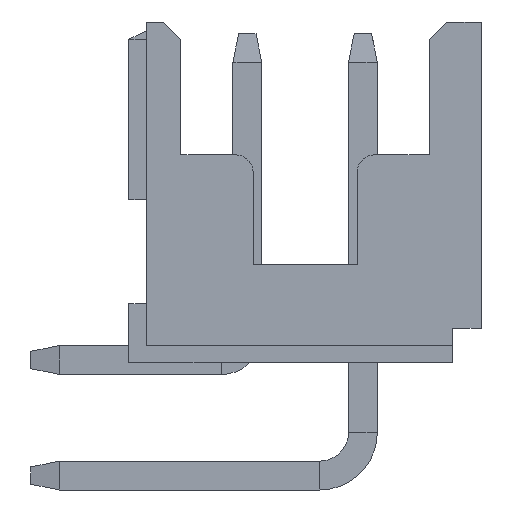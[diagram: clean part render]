
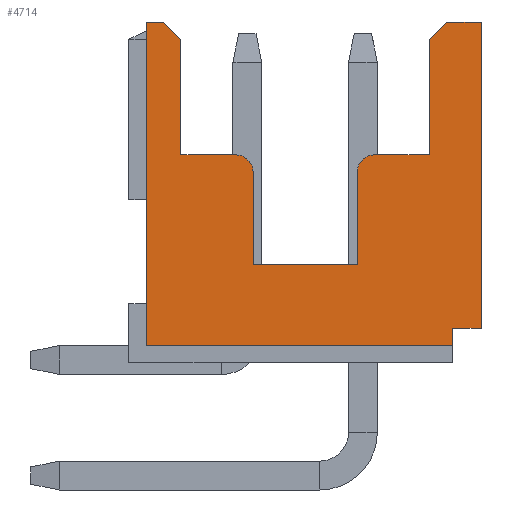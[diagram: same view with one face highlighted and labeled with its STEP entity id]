
A CAD part, left-side view. The second image highlights one B-rep face of the part: STEP entity #4714.
In plain terms, the highlighted planar face has unit normal (-1, 0, 0).
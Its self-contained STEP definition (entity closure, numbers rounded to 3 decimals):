
#3843=CARTESIAN_POINT('',(-11.,2.75,-1.4));
#3844=VERTEX_POINT('',#3843);
#3851=CARTESIAN_POINT('',(-11.,2.75,4.2));
#3852=VERTEX_POINT('',#3851);
#3853=CARTESIAN_POINT('',(-11.,2.75,-1.4));
#3854=DIRECTION('',(0.,0.,1.));
#3855=VECTOR('',#3854,5.6);
#3856=LINE('',#3853,#3855);
#3857=EDGE_CURVE('',#3844,#3852,#3856,.T.);
#4448=CARTESIAN_POINT('',(-11.,2.15,3.9));
#4449=VERTEX_POINT('',#4448);
#4450=CARTESIAN_POINT('',(-11.,2.15,1.9));
#4451=VERTEX_POINT('',#4450);
#4452=CARTESIAN_POINT('',(-11.,2.15,3.9));
#4453=DIRECTION('',(0.,0.,-1.));
#4454=VECTOR('',#4453,2.);
#4455=LINE('',#4452,#4454);
#4456=EDGE_CURVE('',#4449,#4451,#4455,.T.);
#4562=CARTESIAN_POINT('',(-11.,0.9,0.));
#4563=VERTEX_POINT('',#4562);
#4571=CARTESIAN_POINT('',(-11.,0.9,1.6));
#4572=VERTEX_POINT('',#4571);
#4579=CARTESIAN_POINT('',(-11.,0.9,1.6));
#4580=DIRECTION('',(0.,0.,-1.));
#4581=VECTOR('',#4580,1.6);
#4582=LINE('',#4579,#4581);
#4583=EDGE_CURVE('',#4572,#4563,#4582,.T.);
#4588=CARTESIAN_POINT('',(-11.,-0.15,1.4));
#4589=DIRECTION('',(0.,-1.,0.));
#4590=DIRECTION('',(-1.,0.,0.));
#4591=AXIS2_PLACEMENT_3D('',#4588,#4590,#4589);
#4592=PLANE('',#4591);
#4593=CARTESIAN_POINT('',(-11.,-2.15,1.9));
#4594=VERTEX_POINT('',#4593);
#4595=CARTESIAN_POINT('',(-11.,-1.2,1.9));
#4596=VERTEX_POINT('',#4595);
#4597=CARTESIAN_POINT('',(-11.,-2.15,1.9));
#4598=DIRECTION('',(0.,1.,0.));
#4599=VECTOR('',#4598,0.95);
#4600=LINE('',#4597,#4599);
#4601=EDGE_CURVE('',#4594,#4596,#4600,.T.);
#4602=ORIENTED_EDGE('',*,*,#4601,.T.);
#4603=CARTESIAN_POINT('',(-11.,-0.9,1.6));
#4604=VERTEX_POINT('',#4603);
#4605=CARTESIAN_POINT('',(-11.,-1.2,1.6));
#4606=DIRECTION('',(0.,0.,1.));
#4607=DIRECTION('',(-1.,0.,-0.));
#4608=AXIS2_PLACEMENT_3D('',#4605,#4607,#4606);
#4609=CIRCLE('',#4608,0.3);
#4610=EDGE_CURVE('',#4596,#4604,#4609,.T.);
#4611=ORIENTED_EDGE('',*,*,#4610,.T.);
#4612=CARTESIAN_POINT('',(-11.,-0.9,0.));
#4613=VERTEX_POINT('',#4612);
#4614=CARTESIAN_POINT('',(-11.,-0.9,1.6));
#4615=DIRECTION('',(0.,0.,-1.));
#4616=VECTOR('',#4615,1.6);
#4617=LINE('',#4614,#4616);
#4618=EDGE_CURVE('',#4604,#4613,#4617,.T.);
#4619=ORIENTED_EDGE('',*,*,#4618,.T.);
#4620=CARTESIAN_POINT('',(-11.,0.9,0.));
#4621=DIRECTION('',(0.,-1.,0.));
#4622=VECTOR('',#4621,1.8);
#4623=LINE('',#4620,#4622);
#4624=EDGE_CURVE('',#4563,#4613,#4623,.T.);
#4625=ORIENTED_EDGE('',*,*,#4624,.F.);
#4626=ORIENTED_EDGE('',*,*,#4583,.F.);
#4627=CARTESIAN_POINT('',(-11.,1.2,1.9));
#4628=VERTEX_POINT('',#4627);
#4629=CARTESIAN_POINT('',(-11.,1.2,1.6));
#4630=DIRECTION('',(0.,-1.,0.));
#4631=DIRECTION('',(-1.,0.,0.));
#4632=AXIS2_PLACEMENT_3D('',#4629,#4631,#4630);
#4633=CIRCLE('',#4632,0.3);
#4634=EDGE_CURVE('',#4572,#4628,#4633,.T.);
#4635=ORIENTED_EDGE('',*,*,#4634,.T.);
#4636=CARTESIAN_POINT('',(-11.,1.2,1.9));
#4637=DIRECTION('',(0.,1.,0.));
#4638=VECTOR('',#4637,0.95);
#4639=LINE('',#4636,#4638);
#4640=EDGE_CURVE('',#4628,#4451,#4639,.T.);
#4641=ORIENTED_EDGE('',*,*,#4640,.T.);
#4642=ORIENTED_EDGE('',*,*,#4456,.F.);
#4643=CARTESIAN_POINT('',(-11.,2.45,4.2));
#4644=VERTEX_POINT('',#4643);
#4645=CARTESIAN_POINT('',(-11.,2.15,3.9));
#4646=DIRECTION('',(0.,0.707,0.707));
#4647=VECTOR('',#4646,0.424);
#4648=LINE('',#4645,#4647);
#4649=EDGE_CURVE('',#4449,#4644,#4648,.T.);
#4650=ORIENTED_EDGE('',*,*,#4649,.T.);
#4651=CARTESIAN_POINT('',(-11.,2.45,4.2));
#4652=DIRECTION('',(0.,1.,0.));
#4653=VECTOR('',#4652,0.3);
#4654=LINE('',#4651,#4653);
#4655=EDGE_CURVE('',#4644,#3852,#4654,.T.);
#4656=ORIENTED_EDGE('',*,*,#4655,.T.);
#4657=ORIENTED_EDGE('',*,*,#3857,.F.);
#4658=CARTESIAN_POINT('',(-11.,-2.55,-1.4));
#4659=VERTEX_POINT('',#4658);
#4660=CARTESIAN_POINT('',(-11.,2.75,-1.4));
#4661=DIRECTION('',(0.,-1.,0.));
#4662=VECTOR('',#4661,5.3);
#4663=LINE('',#4660,#4662);
#4664=EDGE_CURVE('',#3844,#4659,#4663,.T.);
#4665=ORIENTED_EDGE('',*,*,#4664,.T.);
#4666=CARTESIAN_POINT('',(-11.,-2.55,-1.1));
#4667=VERTEX_POINT('',#4666);
#4668=CARTESIAN_POINT('',(-11.,-2.55,-1.4));
#4669=DIRECTION('',(0.,0.,1.));
#4670=VECTOR('',#4669,0.3);
#4671=LINE('',#4668,#4670);
#4672=EDGE_CURVE('',#4659,#4667,#4671,.T.);
#4673=ORIENTED_EDGE('',*,*,#4672,.T.);
#4674=CARTESIAN_POINT('',(-11.,-3.05,-1.1));
#4675=VERTEX_POINT('',#4674);
#4676=CARTESIAN_POINT('',(-11.,-2.55,-1.1));
#4677=DIRECTION('',(0.,-1.,0.));
#4678=VECTOR('',#4677,0.5);
#4679=LINE('',#4676,#4678);
#4680=EDGE_CURVE('',#4667,#4675,#4679,.T.);
#4681=ORIENTED_EDGE('',*,*,#4680,.T.);
#4682=CARTESIAN_POINT('',(-11.,-3.05,4.2));
#4683=VERTEX_POINT('',#4682);
#4684=CARTESIAN_POINT('',(-11.,-3.05,-1.1));
#4685=DIRECTION('',(0.,0.,1.));
#4686=VECTOR('',#4685,5.3);
#4687=LINE('',#4684,#4686);
#4688=EDGE_CURVE('',#4675,#4683,#4687,.T.);
#4689=ORIENTED_EDGE('',*,*,#4688,.T.);
#4690=CARTESIAN_POINT('',(-11.,-2.45,4.2));
#4691=VERTEX_POINT('',#4690);
#4692=CARTESIAN_POINT('',(-11.,-3.05,4.2));
#4693=DIRECTION('',(0.,1.,0.));
#4694=VECTOR('',#4693,0.6);
#4695=LINE('',#4692,#4694);
#4696=EDGE_CURVE('',#4683,#4691,#4695,.T.);
#4697=ORIENTED_EDGE('',*,*,#4696,.T.);
#4698=CARTESIAN_POINT('',(-11.,-2.15,3.9));
#4699=VERTEX_POINT('',#4698);
#4700=CARTESIAN_POINT('',(-11.,-2.45,4.2));
#4701=DIRECTION('',(0.,0.707,-0.707));
#4702=VECTOR('',#4701,0.424);
#4703=LINE('',#4700,#4702);
#4704=EDGE_CURVE('',#4691,#4699,#4703,.T.);
#4705=ORIENTED_EDGE('',*,*,#4704,.T.);
#4706=CARTESIAN_POINT('',(-11.,-2.15,3.9));
#4707=DIRECTION('',(0.,0.,-1.));
#4708=VECTOR('',#4707,2.);
#4709=LINE('',#4706,#4708);
#4710=EDGE_CURVE('',#4699,#4594,#4709,.T.);
#4711=ORIENTED_EDGE('',*,*,#4710,.T.);
#4712=EDGE_LOOP('',(#4602,#4611,#4619,#4625,#4626,#4635,#4641,#4642,#4650,#4656,#4657,#4665,#4673,#4681,#4689,#4697,#4705,#4711));
#4713=FACE_OUTER_BOUND('',#4712,.T.);
#4714=ADVANCED_FACE('',(#4713),#4592,.T.);
